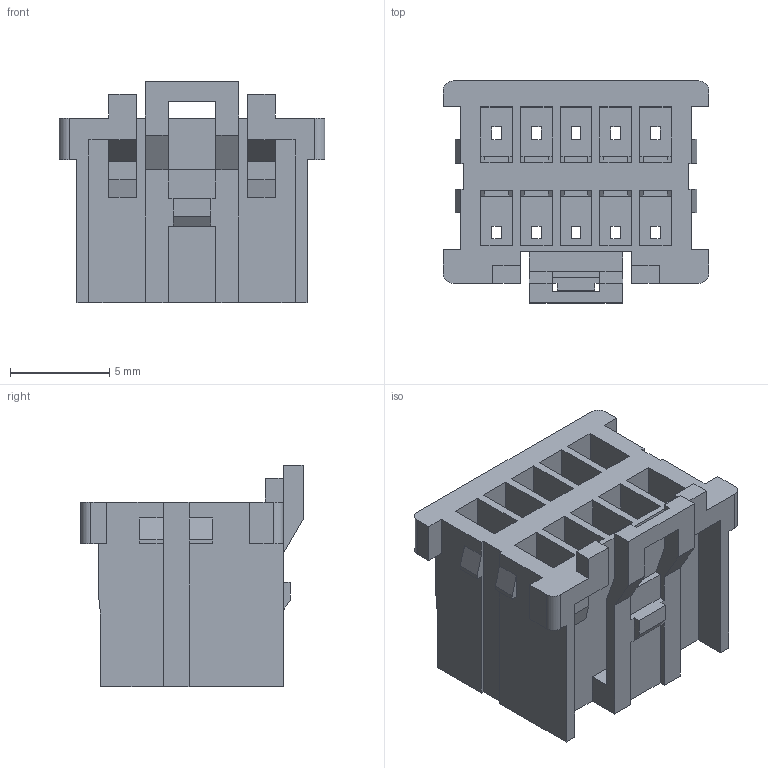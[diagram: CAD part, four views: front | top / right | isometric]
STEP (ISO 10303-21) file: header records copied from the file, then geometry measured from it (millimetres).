
FILE_DESCRIPTION( ( 'Unknown' ), '1' );
FILE_NAME( '624010213322.stp', 'Unknown', ( 'Unknown' ), ( 'Unknown' ), 'PSStep 14.0', 'Unknown', ' ' );
FILE_SCHEMA( ( 'AUTOMOTIVE_DESIGN { 1 0 10303 214 1 1 1 1 }' ) );
Length unit declared in the file: millimetre
Products named in the file (1): 1
Bounding box: 13.4 x 11.2 x 11.15 mm (x, y, z)
Volume: 465.7 mm3; surface area: 1696.2 mm2
Topology: 1 solids, 1 shells, 382 faces, 1067 edges, 676 vertices
Faces by surface type: plane 373, cylinder 9
Entity records: 15037 total; most frequent: ORIENTED_EDGE 2134, CARTESIAN_POINT 2126, DIRECTION 1851, EDGE_CURVE 1067, LINE 1049, VECTOR 1049, VERTEX_POINT 676, EDGE_LOOP 413
